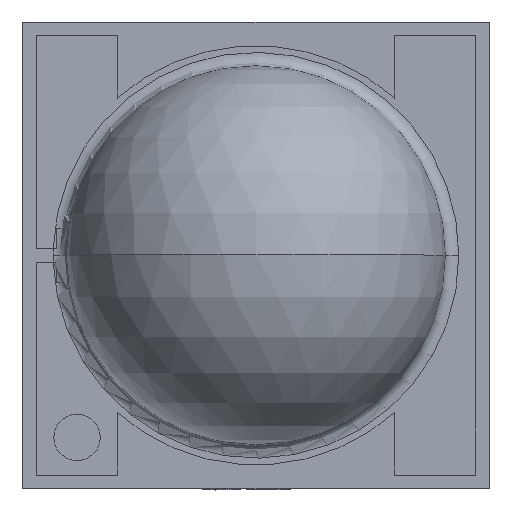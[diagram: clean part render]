
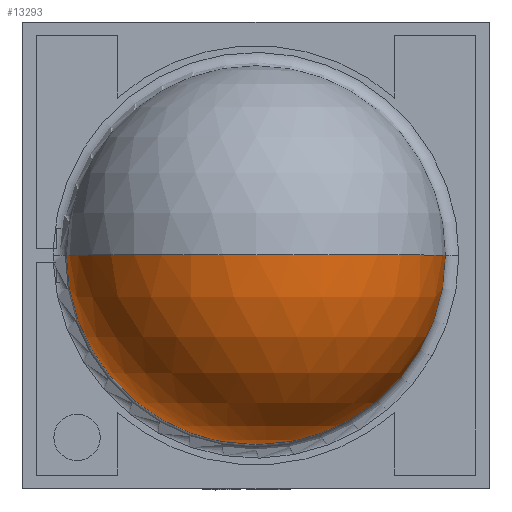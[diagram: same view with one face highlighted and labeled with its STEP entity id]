
A CAD part, top view. The second image highlights one B-rep face of the part: STEP entity #13293.
In plain terms, the highlighted spherical face has radius 1.4 mm.
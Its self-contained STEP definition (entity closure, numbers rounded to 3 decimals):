
#144 = DIRECTION ( 'NONE',  ( 0., 0., -1. ) ) ;
#266 = EDGE_CURVE ( 'NONE', #10732, #1275, #5771, .T. ) ;
#346 = ORIENTED_EDGE ( 'NONE', *, *, #985, .T. ) ;
#985 = EDGE_CURVE ( 'NONE', #2141, #1275, #8310, .T. ) ;
#1275 = VERTEX_POINT ( 'NONE', #10177 ) ;
#1570 = DIRECTION ( 'NONE',  ( -1., 0., 0. ) ) ;
#2141 = VERTEX_POINT ( 'NONE', #6947 ) ;
#2258 = AXIS2_PLACEMENT_3D ( 'NONE', #8342, #2889, #4510 ) ;
#2889 = DIRECTION ( 'NONE',  ( 0., 0., -1. ) ) ;
#3074 = CIRCLE ( 'NONE', #2258, 1.4 ) ;
#4510 = DIRECTION ( 'NONE',  ( -1., 0., 0. ) ) ;
#5084 = SPHERICAL_SURFACE ( 'NONE', #13034, 1.4 ) ;
#5758 = EDGE_LOOP ( 'NONE', ( #14239, #12113, #346 ) ) ;
#5771 = CIRCLE ( 'NONE', #12561, 1.4 ) ;
#6947 = CARTESIAN_POINT ( 'NONE',  ( 1.4, 0., 1. ) ) ;
#7297 = DIRECTION ( 'NONE',  ( 0., 1., 0. ) ) ;
#8050 = CARTESIAN_POINT ( 'NONE',  ( -1.4, 0., 1. ) ) ;
#8149 = CARTESIAN_POINT ( 'NONE',  ( 0., 0., 1. ) ) ;
#8310 = CIRCLE ( 'NONE', #12368, 1.4 ) ;
#8342 = CARTESIAN_POINT ( 'NONE',  ( 0., 0., 1. ) ) ;
#9408 = DIRECTION ( 'NONE',  ( 0., -1., 0. ) ) ;
#9858 = FACE_OUTER_BOUND ( 'NONE', #5758, .T. ) ;
#10177 = CARTESIAN_POINT ( 'NONE',  ( 0., 0., 2.4 ) ) ;
#10262 = CARTESIAN_POINT ( 'NONE',  ( 0., 0., 1. ) ) ;
#10732 = VERTEX_POINT ( 'NONE', #8050 ) ;
#11798 = CARTESIAN_POINT ( 'NONE',  ( 0., 0., 1. ) ) ;
#11878 = DIRECTION ( 'NONE',  ( 0., 1., 0. ) ) ;
#12113 = ORIENTED_EDGE ( 'NONE', *, *, #14801, .F. ) ;
#12368 = AXIS2_PLACEMENT_3D ( 'NONE', #8149, #9408, #144 ) ;
#12561 = AXIS2_PLACEMENT_3D ( 'NONE', #11798, #11878, #1570 ) ;
#13034 = AXIS2_PLACEMENT_3D ( 'NONE', #10262, #7297, #15147 ) ;
#13293 = ADVANCED_FACE ( 'NONE', ( #9858 ), #5084, .T. ) ;
#14239 = ORIENTED_EDGE ( 'NONE', *, *, #266, .F. ) ;
#14801 = EDGE_CURVE ( 'NONE', #2141, #10732, #3074, .T. ) ;
#15147 = DIRECTION ( 'NONE',  ( 1., 0., 0. ) ) ;
